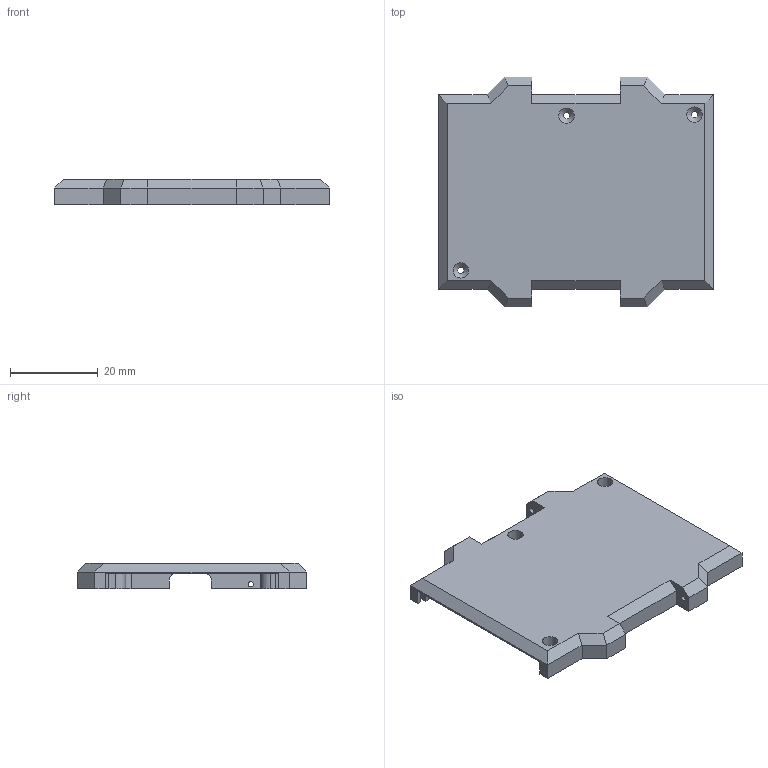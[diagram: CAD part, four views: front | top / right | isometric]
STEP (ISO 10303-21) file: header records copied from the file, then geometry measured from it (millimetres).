
FILE_DESCRIPTION(/* description */ (''),/* implementation_level */ '2;1');
FILE_NAME(/* name */ '2024-01-15 back v184.step',/* time_stamp */ '2024-04-05T17:11:22+03:00',/* author */ (''),/* organization */ (''),/* preprocessor_version */ 'ST-DEVELOPER v20',/* originating_system */ 'Autodesk Translation Framework v12.20.1.177',/* authorisation */ '');
FILE_SCHEMA (('AUTOMOTIVE_DESIGN { 1 0 10303 214 3 1 1 }'));
Length unit declared in the file: millimetre
Products named in the file (2): 2024-01-15 board; Component37
Assembly tree (1 placements, depth 2):
  2024-01-15 board
    Component37
Bounding box: 62.74 x 52.45 x 5.8 mm (x, y, z)
Volume: 4468.8 mm3; surface area: 7832.2 mm2
Topology: 1 solids, 1 shells, 135 faces, 330 edges, 208 vertices
Faces by surface type: plane 91, cylinder 32, cone 12
Full cylindrical faces by diameter (mm): 1.2 x5, 1.4 x4, 1.5 x3, 3.5 x6
Entity records: 4014 total; most frequent: DIRECTION 680, CARTESIAN_POINT 676, ORIENTED_EDGE 660, EDGE_CURVE 330, LINE 256, VECTOR 256, AXIS2_PLACEMENT_3D 212, VERTEX_POINT 208
